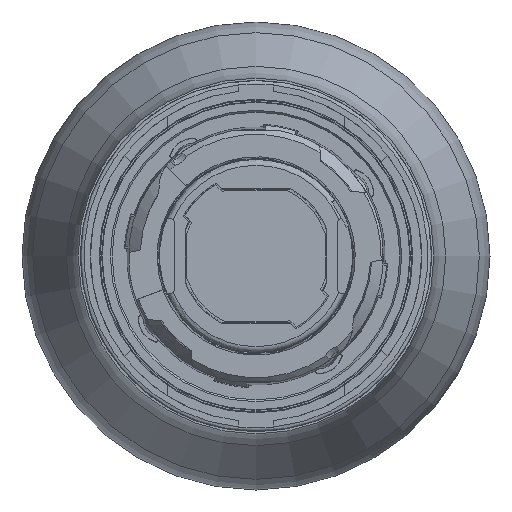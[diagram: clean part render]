
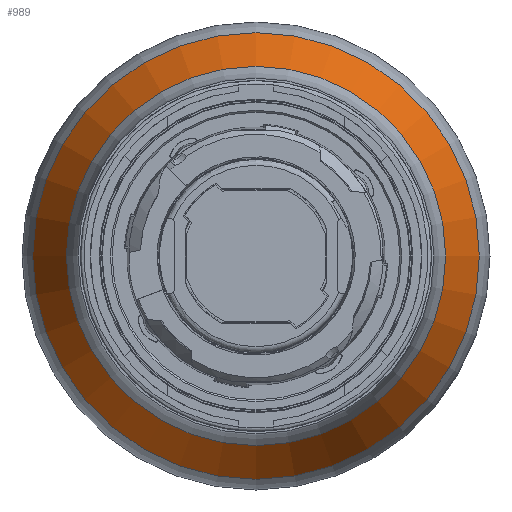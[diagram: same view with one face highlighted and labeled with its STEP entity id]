
A CAD part, front view. The second image highlights one B-rep face of the part: STEP entity #989.
In plain terms, the highlighted conical face has half-angle 26 degrees and reference radius 17.145 mm.
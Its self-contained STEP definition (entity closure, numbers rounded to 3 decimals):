
#275=CONICAL_SURFACE('',#6264,17.145,26.);
#525=FACE_BOUND('',#1700,.T.);
#526=FACE_BOUND('',#1701,.T.);
#609=CIRCLE('',#6258,19.089);
#612=CIRCLE('',#6263,16.212);
#989=ADVANCED_FACE('',(#525,#526),#275,.T.);
#1700=EDGE_LOOP('',(#2095));
#1701=EDGE_LOOP('',(#2096));
#2095=ORIENTED_EDGE('',*,*,#4486,.T.);
#2096=ORIENTED_EDGE('',*,*,#4489,.F.);
#3774=VERTEX_POINT('',#8824);
#3777=VERTEX_POINT('',#8832);
#4486=EDGE_CURVE('',#3774,#3774,#609,.T.);
#4489=EDGE_CURVE('',#3777,#3777,#612,.T.);
#6258=AXIS2_PLACEMENT_3D('',#8823,#7012,#7013);
#6263=AXIS2_PLACEMENT_3D('',#8831,#7022,#7023);
#6264=AXIS2_PLACEMENT_3D('',#8833,#7024,#7025);
#7012=DIRECTION('',(0.,-1.,0.));
#7013=DIRECTION('',(-1.,0.,0.));
#7022=DIRECTION('',(0.,-1.,0.));
#7023=DIRECTION('',(1.,0.,0.));
#7024=DIRECTION('',(0.,1.,0.));
#7025=DIRECTION('',(1.,0.,0.));
#8823=CARTESIAN_POINT('',(0.,53.155,0.));
#8824=CARTESIAN_POINT('',(-19.089,53.155,0.));
#8831=CARTESIAN_POINT('',(0.,47.256,0.));
#8832=CARTESIAN_POINT('',(-16.212,47.256,0.));
#8833=CARTESIAN_POINT('',(0.,49.168,0.));
